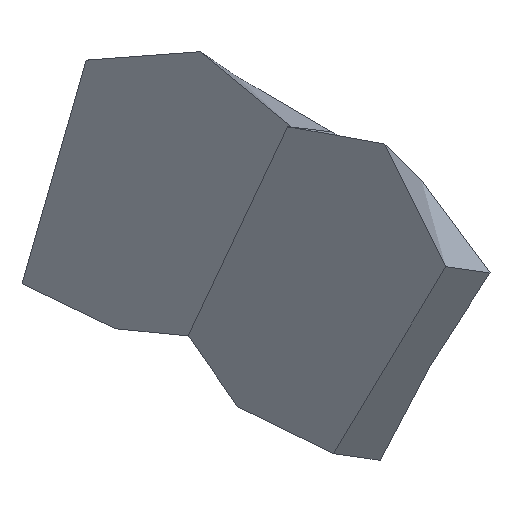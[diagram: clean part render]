
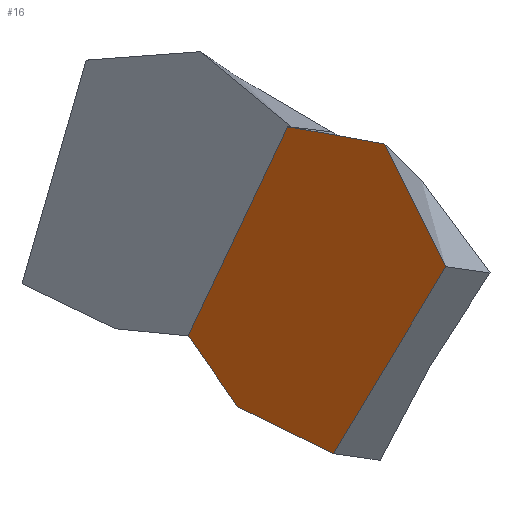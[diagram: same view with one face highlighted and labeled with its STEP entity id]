
A CAD part, isometric view. The second image highlights one B-rep face of the part: STEP entity #16.
In plain terms, the highlighted planar face has unit normal (-0.886, 0.092, 0.455).
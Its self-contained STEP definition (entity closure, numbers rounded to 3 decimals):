
#16=ADVANCED_FACE('',(#32),#242,.T.);
#32=FACE_OUTER_BOUND('',#48,.T.);
#48=EDGE_LOOP('',(#64,#65,#66,#67,#68,#69));
#64=ORIENTED_EDGE('',*,*,#136,.T.);
#65=ORIENTED_EDGE('',*,*,#137,.T.);
#66=ORIENTED_EDGE('',*,*,#138,.T.);
#67=ORIENTED_EDGE('',*,*,#139,.T.);
#68=ORIENTED_EDGE('',*,*,#140,.T.);
#69=ORIENTED_EDGE('',*,*,#141,.T.);
#136=EDGE_CURVE('',#208,#209,#183,.T.);
#137=EDGE_CURVE('',#209,#210,#184,.T.);
#138=EDGE_CURVE('',#210,#211,#185,.T.);
#139=EDGE_CURVE('',#211,#212,#186,.T.);
#140=EDGE_CURVE('',#212,#213,#187,.T.);
#141=EDGE_CURVE('',#213,#208,#188,.T.);
#183=(
BOUNDED_CURVE()
B_SPLINE_CURVE(3,(#1169,#1170,#1171,#1172),.UNSPECIFIED.,.F.,.F.)
B_SPLINE_CURVE_WITH_KNOTS((4,4),(0.,289.916),.UNSPECIFIED.)
CURVE()
GEOMETRIC_REPRESENTATION_ITEM()
RATIONAL_B_SPLINE_CURVE((1.,1.,1.,1.))
REPRESENTATION_ITEM('')
);
#184=(
BOUNDED_CURVE()
B_SPLINE_CURVE(3,(#1173,#1174,#1175,#1176),.UNSPECIFIED.,.F.,.F.)
B_SPLINE_CURVE_WITH_KNOTS((4,4),(0.,485.614),.UNSPECIFIED.)
CURVE()
GEOMETRIC_REPRESENTATION_ITEM()
RATIONAL_B_SPLINE_CURVE((1.,1.,1.,1.))
REPRESENTATION_ITEM('')
);
#185=(
BOUNDED_CURVE()
B_SPLINE_CURVE(3,(#1177,#1178,#1179,#1180),.UNSPECIFIED.,.F.,.F.)
B_SPLINE_CURVE_WITH_KNOTS((4,4),(0.,311.221),.UNSPECIFIED.)
CURVE()
GEOMETRIC_REPRESENTATION_ITEM()
RATIONAL_B_SPLINE_CURVE((1.,1.,1.,1.))
REPRESENTATION_ITEM('')
);
#186=(
BOUNDED_CURVE()
B_SPLINE_CURVE(3,(#1181,#1182,#1183,#1184),.UNSPECIFIED.,.F.,.F.)
B_SPLINE_CURVE_WITH_KNOTS((4,4),(0.,277.364),.UNSPECIFIED.)
CURVE()
GEOMETRIC_REPRESENTATION_ITEM()
RATIONAL_B_SPLINE_CURVE((1.,1.,1.,1.))
REPRESENTATION_ITEM('')
);
#187=(
BOUNDED_CURVE()
B_SPLINE_CURVE(3,(#1185,#1186,#1187,#1188),.UNSPECIFIED.,.F.,.F.)
B_SPLINE_CURVE_WITH_KNOTS((4,4),(0.,501.133),.UNSPECIFIED.)
CURVE()
GEOMETRIC_REPRESENTATION_ITEM()
RATIONAL_B_SPLINE_CURVE((1.,1.,1.,1.))
REPRESENTATION_ITEM('')
);
#188=(
BOUNDED_CURVE()
B_SPLINE_CURVE(3,(#1189,#1190,#1191,#1192),.UNSPECIFIED.,.F.,.F.)
B_SPLINE_CURVE_WITH_KNOTS((4,4),(0.,207.296),.UNSPECIFIED.)
CURVE()
GEOMETRIC_REPRESENTATION_ITEM()
RATIONAL_B_SPLINE_CURVE((1.,1.,1.,1.))
REPRESENTATION_ITEM('')
);
#208=VERTEX_POINT('',#1157);
#209=VERTEX_POINT('',#1158);
#210=VERTEX_POINT('',#1159);
#211=VERTEX_POINT('',#1160);
#212=VERTEX_POINT('',#1161);
#213=VERTEX_POINT('',#1162);
#242=PLANE('',#336);
#336=AXIS2_PLACEMENT_3D('',#354,#345,$);
#345=DIRECTION('',(-0.886,0.092,0.455));
#354=CARTESIAN_POINT('',(172.867,92.379,641.446));
#1157=CARTESIAN_POINT('',(-176.416,-186.725,17.472));
#1158=CARTESIAN_POINT('',(-188.957,-474.374,51.296));
#1159=CARTESIAN_POINT('',(16.232,-593.111,475.112));
#1160=CARTESIAN_POINT('',(108.701,-323.962,600.756));
#1161=CARTESIAN_POINT('',(94.268,-59.415,519.056));
#1162=CARTESIAN_POINT('',(-127.149,6.428,74.338));
#1169=CARTESIAN_POINT('',(-176.416,-186.725,17.472));
#1170=CARTESIAN_POINT('',(-180.056,-282.509,29.779));
#1171=CARTESIAN_POINT('',(-184.242,-378.396,41.044));
#1172=CARTESIAN_POINT('',(-188.957,-474.374,51.296));
#1173=CARTESIAN_POINT('',(-188.957,-474.374,51.296));
#1174=CARTESIAN_POINT('',(-120.561,-513.953,192.568));
#1175=CARTESIAN_POINT('',(-52.164,-553.532,333.84));
#1176=CARTESIAN_POINT('',(16.232,-593.111,475.112));
#1177=CARTESIAN_POINT('',(16.232,-593.111,475.112));
#1178=CARTESIAN_POINT('',(45.771,-501.751,514.158));
#1179=CARTESIAN_POINT('',(76.557,-411.716,555.902));
#1180=CARTESIAN_POINT('',(108.701,-323.962,600.756));
#1181=CARTESIAN_POINT('',(108.701,-323.962,600.756));
#1182=CARTESIAN_POINT('',(102.353,-236.943,570.763));
#1183=CARTESIAN_POINT('',(97.667,-148.256,543.672));
#1184=CARTESIAN_POINT('',(94.268,-59.415,519.056));
#1185=CARTESIAN_POINT('',(94.268,-59.415,519.056));
#1186=CARTESIAN_POINT('',(20.463,-37.467,370.817));
#1187=CARTESIAN_POINT('',(-53.343,-15.52,222.577));
#1188=CARTESIAN_POINT('',(-127.149,6.428,74.338));
#1189=CARTESIAN_POINT('',(-127.149,6.428,74.338));
#1190=CARTESIAN_POINT('',(-143.309,-58.185,55.939));
#1191=CARTESIAN_POINT('',(-159.73,-122.575,36.988));
#1192=CARTESIAN_POINT('',(-176.416,-186.725,17.472));
